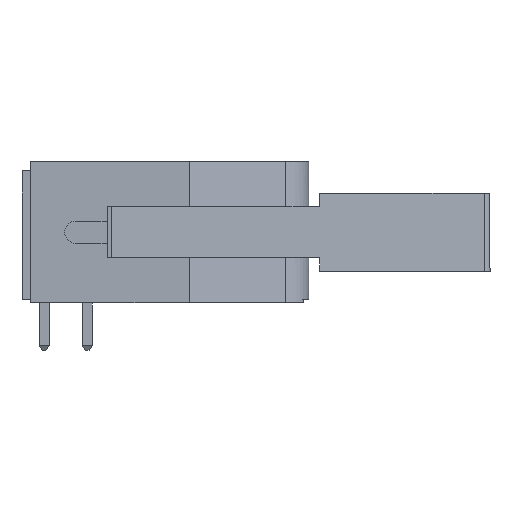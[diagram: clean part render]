
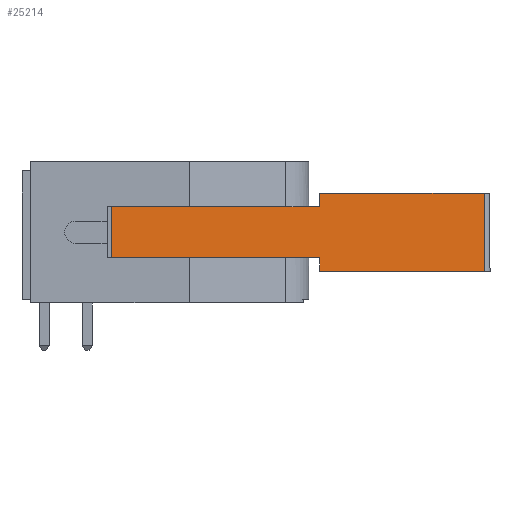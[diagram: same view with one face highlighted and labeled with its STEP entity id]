
A CAD part, left-side view. The second image highlights one B-rep face of the part: STEP entity #25214.
In plain terms, the highlighted planar face has unit normal (-0.991, -0.135, 0).
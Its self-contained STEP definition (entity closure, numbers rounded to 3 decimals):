
#528 = CARTESIAN_POINT ( 'NONE',  ( -30.654, -16.37, -5.6 ) ) ;
#755 = LINE ( 'NONE', #31731, #6587 ) ;
#915 = CARTESIAN_POINT ( 'NONE',  ( -30.48, -17.65, -2.6 ) ) ;
#998 = VERTEX_POINT ( 'NONE', #6557 ) ;
#1135 = VECTOR ( 'NONE', #5583, 1000. ) ;
#1142 = VERTEX_POINT ( 'NONE', #3928 ) ;
#1443 = CARTESIAN_POINT ( 'NONE',  ( -30.48, -17.65, -2.6 ) ) ;
#2325 = DIRECTION ( 'NONE',  ( 0., 0., 1. ) ) ;
#2452 = DIRECTION ( 'NONE',  ( 0., 0., 1. ) ) ;
#2796 = DIRECTION ( 'NONE',  ( 0., 0., -1. ) ) ;
#2830 = ORIENTED_EDGE ( 'NONE', *, *, #27247, .T. ) ;
#3447 = ORIENTED_EDGE ( 'NONE', *, *, #14479, .T. ) ;
#3928 = CARTESIAN_POINT ( 'NONE',  ( -30.48, -17.65, -5.6 ) ) ;
#5101 = VECTOR ( 'NONE', #2796, 1000. ) ;
#5583 = DIRECTION ( 'NONE',  ( 0.134, -0.991, 0. ) ) ;
#5811 = VERTEX_POINT ( 'NONE', #12446 ) ;
#6557 = CARTESIAN_POINT ( 'NONE',  ( -30.48, -17.65, -1.8 ) ) ;
#6587 = VECTOR ( 'NONE', #25849, 1000. ) ;
#6645 = VERTEX_POINT ( 'NONE', #27843 ) ;
#7130 = EDGE_CURVE ( 'NONE', #17002, #27768, #22209, .T. ) ;
#7585 = EDGE_CURVE ( 'NONE', #30289, #998, #32413, .T. ) ;
#8155 = LINE ( 'NONE', #13837, #5101 ) ;
#8443 = VECTOR ( 'NONE', #2325, 1000. ) ;
#9002 = EDGE_CURVE ( 'NONE', #13193, #20968, #15220, .T. ) ;
#9223 = CARTESIAN_POINT ( 'NONE',  ( -32.142, -5.403, -2.6 ) ) ;
#11645 = CARTESIAN_POINT ( 'NONE',  ( -32.142, -5.403, -5.6 ) ) ;
#11969 = CARTESIAN_POINT ( 'NONE',  ( -30.827, -15.09, -5.6 ) ) ;
#12067 = EDGE_CURVE ( 'NONE', #5811, #30289, #33422, .T. ) ;
#12191 = EDGE_CURVE ( 'NONE', #34733, #13193, #755, .T. ) ;
#12446 = CARTESIAN_POINT ( 'NONE',  ( -29.17, -27.302, -6.4 ) ) ;
#13193 = VERTEX_POINT ( 'NONE', #35429 ) ;
#13837 = CARTESIAN_POINT ( 'NONE',  ( -30.48, -17.65, -4.1 ) ) ;
#13910 = EDGE_LOOP ( 'NONE', ( #36386, #30704, #26013, #3447, #28540, #2830, #32709, #18424, #30314, #21728 ) ) ;
#14246 = CARTESIAN_POINT ( 'NONE',  ( -31.001, -13.811, -2.6 ) ) ;
#14479 = EDGE_CURVE ( 'NONE', #27768, #1142, #21209, .T. ) ;
#14554 = CARTESIAN_POINT ( 'NONE',  ( -29.17, -27.302, -2.1 ) ) ;
#14903 = CARTESIAN_POINT ( 'NONE',  ( -30.48, -17.65, -4.1 ) ) ;
#15220 = B_SPLINE_CURVE_WITH_KNOTS ( 'NONE', 3,
 ( #14246, #29144, #25501, #915 ),
 .UNSPECIFIED., .F., .F.,
 ( 4, 4 ),
 ( 0., 1. ),
 .UNSPECIFIED. ) ;
#15286 = PLANE ( 'NONE',  #21021 ) ;
#15695 = EDGE_CURVE ( 'NONE', #17002, #34733, #28643, .T. ) ;
#16488 = CARTESIAN_POINT ( 'NONE',  ( -31.001, -13.811, -5.6 ) ) ;
#16706 = VECTOR ( 'NONE', #21207, 1000. ) ;
#17002 = VERTEX_POINT ( 'NONE', #11645 ) ;
#17350 = DIRECTION ( 'NONE',  ( 0., 0., -1. ) ) ;
#18424 = ORIENTED_EDGE ( 'NONE', *, *, #7585, .T. ) ;
#19532 = DIRECTION ( 'NONE',  ( 0.134, -0.991, 0. ) ) ;
#20086 = CARTESIAN_POINT ( 'NONE',  ( -30.48, -17.65, -5.6 ) ) ;
#20136 = CARTESIAN_POINT ( 'NONE',  ( -29.17, -27.302, -5.6 ) ) ;
#20968 = VERTEX_POINT ( 'NONE', #1443 ) ;
#21021 = AXIS2_PLACEMENT_3D ( 'NONE', #14554, #35027, #17350 ) ;
#21207 = DIRECTION ( 'NONE',  ( 0., 0., -1. ) ) ;
#21209 = B_SPLINE_CURVE_WITH_KNOTS ( 'NONE', 3,
 ( #22864, #11969, #528, #20086 ),
 .UNSPECIFIED., .F., .F.,
 ( 4, 4 ),
 ( 0., 1. ),
 .UNSPECIFIED. ) ;
#21728 = ORIENTED_EDGE ( 'NONE', *, *, #9002, .F. ) ;
#21929 = DIRECTION ( 'NONE',  ( -0.134, 0.991, 0. ) ) ;
#22209 = LINE ( 'NONE', #20136, #1135 ) ;
#22845 = LINE ( 'NONE', #34065, #27269 ) ;
#22864 = CARTESIAN_POINT ( 'NONE',  ( -31.001, -13.811, -5.6 ) ) ;
#23040 = FACE_OUTER_BOUND ( 'NONE', #13910, .T. ) ;
#23602 = EDGE_CURVE ( 'NONE', #1142, #6645, #29316, .T. ) ;
#25011 = CARTESIAN_POINT ( 'NONE',  ( -32.142, -5.403, -2.6 ) ) ;
#25214 = ADVANCED_FACE ( 'NONE', ( #23040 ), #15286, .T. ) ;
#25501 = CARTESIAN_POINT ( 'NONE',  ( -30.654, -16.37, -2.6 ) ) ;
#25849 = DIRECTION ( 'NONE',  ( 0.134, -0.991, 0. ) ) ;
#26013 = ORIENTED_EDGE ( 'NONE', *, *, #7130, .T. ) ;
#26027 = EDGE_CURVE ( 'NONE', #998, #20968, #8155, .T. ) ;
#27247 = EDGE_CURVE ( 'NONE', #6645, #5811, #22845, .T. ) ;
#27269 = VECTOR ( 'NONE', #19532, 1000. ) ;
#27768 = VERTEX_POINT ( 'NONE', #16488 ) ;
#27843 = CARTESIAN_POINT ( 'NONE',  ( -30.48, -17.65, -6.4 ) ) ;
#28540 = ORIENTED_EDGE ( 'NONE', *, *, #23602, .T. ) ;
#28643 = LINE ( 'NONE', #25011, #8443 ) ;
#29144 = CARTESIAN_POINT ( 'NONE',  ( -30.827, -15.09, -2.6 ) ) ;
#29316 = LINE ( 'NONE', #14903, #16706 ) ;
#30289 = VERTEX_POINT ( 'NONE', #36372 ) ;
#30314 = ORIENTED_EDGE ( 'NONE', *, *, #26027, .T. ) ;
#30399 = CARTESIAN_POINT ( 'NONE',  ( -29.17, -27.302, -1.8 ) ) ;
#30704 = ORIENTED_EDGE ( 'NONE', *, *, #15695, .F. ) ;
#31731 = CARTESIAN_POINT ( 'NONE',  ( -30.516, -17.382, -2.6 ) ) ;
#32413 = LINE ( 'NONE', #30399, #35343 ) ;
#32508 = VECTOR ( 'NONE', #2452, 1000. ) ;
#32709 = ORIENTED_EDGE ( 'NONE', *, *, #12067, .T. ) ;
#33422 = LINE ( 'NONE', #36228, #32508 ) ;
#34065 = CARTESIAN_POINT ( 'NONE',  ( -29.17, -27.302, -6.4 ) ) ;
#34733 = VERTEX_POINT ( 'NONE', #9223 ) ;
#35027 = DIRECTION ( 'NONE',  ( -0.991, -0.134, 0. ) ) ;
#35343 = VECTOR ( 'NONE', #21929, 1000. ) ;
#35429 = CARTESIAN_POINT ( 'NONE',  ( -31.001, -13.811, -2.6 ) ) ;
#36228 = CARTESIAN_POINT ( 'NONE',  ( -29.17, -27.302, -4.1 ) ) ;
#36372 = CARTESIAN_POINT ( 'NONE',  ( -29.17, -27.302, -1.8 ) ) ;
#36386 = ORIENTED_EDGE ( 'NONE', *, *, #12191, .F. ) ;
